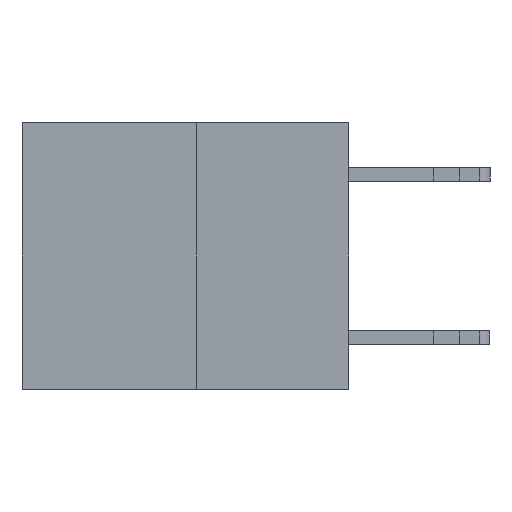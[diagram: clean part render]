
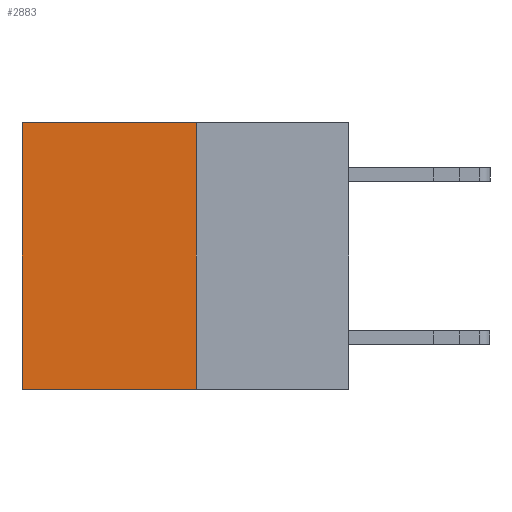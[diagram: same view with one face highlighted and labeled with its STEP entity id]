
A CAD part, left-side view. The second image highlights one B-rep face of the part: STEP entity #2883.
In plain terms, the highlighted planar face has unit normal (-1, 0, 0).
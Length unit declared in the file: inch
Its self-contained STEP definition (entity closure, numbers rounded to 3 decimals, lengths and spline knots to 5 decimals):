
#73 = CARTESIAN_POINT ( 'NONE',  ( 0.3165, 0.6, -0.49 ) ) ;
#196 = EDGE_CURVE ( 'NONE', #13939, #14014, #1987, .T. ) ;
#261 = ORIENTED_EDGE ( 'NONE', *, *, #4759, .F. ) ;
#284 = DIRECTION ( 'NONE',  ( 0., 1., 0. ) ) ;
#487 = CARTESIAN_POINT ( 'NONE',  ( 0.3165, 0.28, -0.49 ) ) ;
#741 = LINE ( 'NONE', #14024, #14993 ) ;
#1529 = CARTESIAN_POINT ( 'NONE',  ( 0.3165, 0.6, 0. ) ) ;
#1738 = VECTOR ( 'NONE', #10591, 39.37008 ) ;
#1987 = LINE ( 'NONE', #3044, #15669 ) ;
#2263 = VERTEX_POINT ( 'NONE', #3179 ) ;
#2883 = ADVANCED_FACE ( 'NONE', ( #10139 ), #11635, .F. ) ;
#3044 = CARTESIAN_POINT ( 'NONE',  ( 0.3165, 0.28, 0. ) ) ;
#3179 = CARTESIAN_POINT ( 'NONE',  ( 0.3165, 0.28, -0.49 ) ) ;
#3399 = ORIENTED_EDGE ( 'NONE', *, *, #196, .T. ) ;
#4028 = VERTEX_POINT ( 'NONE', #73 ) ;
#4759 = EDGE_CURVE ( 'NONE', #2263, #4028, #14053, .T. ) ;
#5231 = EDGE_LOOP ( 'NONE', ( #13084, #261, #8035, #3399 ) ) ;
#5776 = CARTESIAN_POINT ( 'NONE',  ( 0.3165, 0.28, -0.49 ) ) ;
#5938 = DIRECTION ( 'NONE',  ( 0., 0., -1. ) ) ;
#6226 = CARTESIAN_POINT ( 'NONE',  ( 0.3165, 0.28, 0. ) ) ;
#8035 = ORIENTED_EDGE ( 'NONE', *, *, #9562, .F. ) ;
#9562 = EDGE_CURVE ( 'NONE', #13939, #2263, #13942, .T. ) ;
#10139 = FACE_OUTER_BOUND ( 'NONE', #5231, .T. ) ;
#10313 = DIRECTION ( 'NONE',  ( 1., 0., 0. ) ) ;
#10476 = DIRECTION ( 'NONE',  ( 0., 0., -1. ) ) ;
#10591 = DIRECTION ( 'NONE',  ( 0., 1., 0. ) ) ;
#10686 = VECTOR ( 'NONE', #5938, 39.37008 ) ;
#11635 = PLANE ( 'NONE',  #14149 ) ;
#11849 = CARTESIAN_POINT ( 'NONE',  ( 0.3165, 0.28, -0.49 ) ) ;
#12984 = DIRECTION ( 'NONE',  ( 0., 0., -1. ) ) ;
#13084 = ORIENTED_EDGE ( 'NONE', *, *, #16069, .T. ) ;
#13939 = VERTEX_POINT ( 'NONE', #6226 ) ;
#13942 = LINE ( 'NONE', #5776, #10686 ) ;
#14014 = VERTEX_POINT ( 'NONE', #1529 ) ;
#14024 = CARTESIAN_POINT ( 'NONE',  ( 0.3165, 0.6, -0.49 ) ) ;
#14053 = LINE ( 'NONE', #11849, #1738 ) ;
#14149 = AXIS2_PLACEMENT_3D ( 'NONE', #487, #10313, #10476 ) ;
#14993 = VECTOR ( 'NONE', #12984, 39.37008 ) ;
#15669 = VECTOR ( 'NONE', #284, 39.37008 ) ;
#16069 = EDGE_CURVE ( 'NONE', #14014, #4028, #741, .T. ) ;
